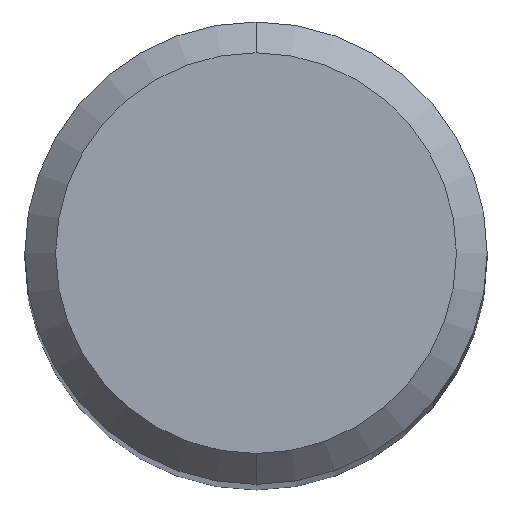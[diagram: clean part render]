
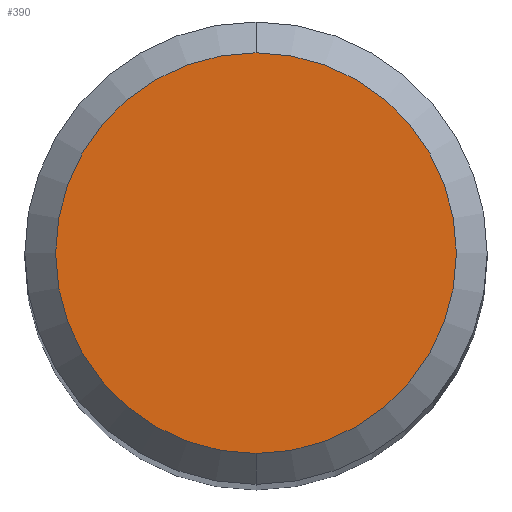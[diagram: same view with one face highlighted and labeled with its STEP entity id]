
A CAD part, top view. The second image highlights one B-rep face of the part: STEP entity #390.
In plain terms, the highlighted planar face has unit normal (0, 0, 1).
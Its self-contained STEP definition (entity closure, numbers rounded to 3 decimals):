
#174=VERTEX_POINT('',#475);
#390=ADVANCED_FACE('',(#716),#717,.T.);
#402=VERTEX_POINT('',#730);
#408=EDGE_CURVE('',#402,#174,#736,.T.);
#414=EDGE_CURVE('',#174,#402,#742,.T.);
#475=CARTESIAN_POINT('',(0.,-2.6,0.0));
#716=FACE_OUTER_BOUND('',#1269,.T.);
#717=PLANE('',#1270);
#730=CARTESIAN_POINT('',(0.0,2.6,0.0));
#736=CIRCLE('',#1305,2.6);
#742=CIRCLE('',#1314,2.6);
#1269=EDGE_LOOP('',(#1699,#1700));
#1270=AXIS2_PLACEMENT_3D('',#1701,#1702,#1703);
#1305=AXIS2_PLACEMENT_3D('',#1716,#1717,#1718);
#1314=AXIS2_PLACEMENT_3D('',#1720,#1721,#1722);
#1699=ORIENTED_EDGE('',*,*,#408,.F.);
#1700=ORIENTED_EDGE('',*,*,#414,.F.);
#1701=CARTESIAN_POINT('',(0.0,1.3,0.0));
#1702=DIRECTION('',(-0.0,0.0,1.0));
#1703=DIRECTION('',(0.0,-1.0,0.0));
#1716=CARTESIAN_POINT('',(0.0,0.0,0.0));
#1717=DIRECTION('',(0.0,0.0,-1.0));
#1718=DIRECTION('',(0.0,1.0,0.0));
#1720=CARTESIAN_POINT('',(0.0,0.0,0.0));
#1721=DIRECTION('',(0.0,0.0,-1.0));
#1722=DIRECTION('',(0.0,1.0,0.0));
